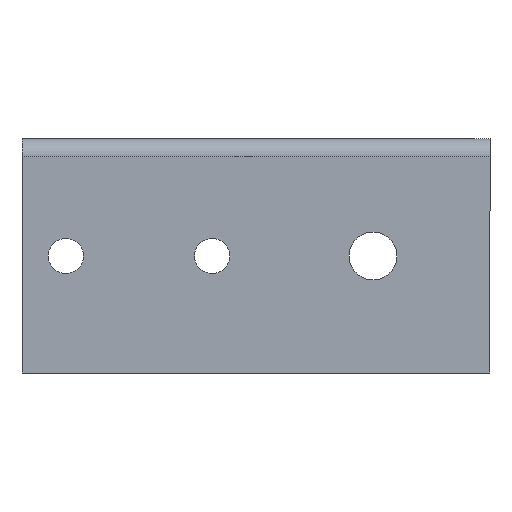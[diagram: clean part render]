
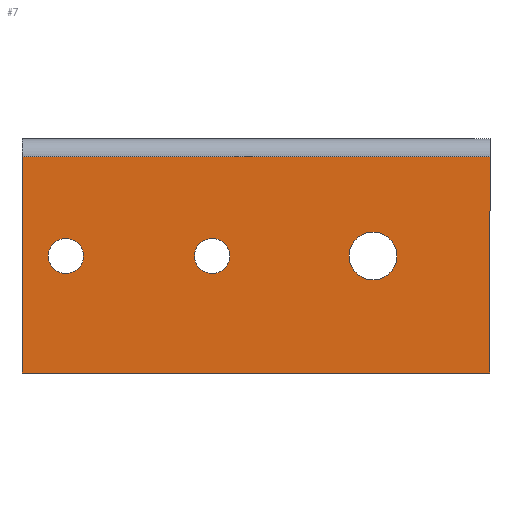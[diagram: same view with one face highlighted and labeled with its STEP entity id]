
A CAD part, left-side view. The second image highlights one B-rep face of the part: STEP entity #7.
In plain terms, the highlighted planar face has unit normal (-1, 0, 0).
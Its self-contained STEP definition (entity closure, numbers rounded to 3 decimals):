
#4 = CARTESIAN_POINT ( 'NONE',  ( -22.659, 20., 7.221 ) ) ;
#7 = ADVANCED_FACE ( 'NONE', ( #632, #402, #443, #170 ), #106, .T. ) ;
#38 = CARTESIAN_POINT ( 'NONE',  ( -22.659, 20., 3.121 ) ) ;
#39 = LINE ( 'NONE', #150, #572 ) ;
#45 = DIRECTION ( 'NONE',  ( 0., -1., 0. ) ) ;
#66 = VERTEX_POINT ( 'NONE', #577 ) ;
#87 = LINE ( 'NONE', #116, #274 ) ;
#90 = DIRECTION ( 'NONE',  ( 0., 0., -1. ) ) ;
#91 = CARTESIAN_POINT ( 'NONE',  ( -22.659, 72.5, 3.121 ) ) ;
#94 = CARTESIAN_POINT ( 'NONE',  ( -22.659, 0., -16.879 ) ) ;
#95 = EDGE_LOOP ( 'NONE', ( #583, #404 ) ) ;
#99 = DIRECTION ( 'NONE',  ( 0., 0., 1. ) ) ;
#106 = PLANE ( 'NONE',  #603 ) ;
#107 = EDGE_CURVE ( 'NONE', #66, #397, #87, .T. ) ;
#108 = DIRECTION ( 'NONE',  ( 1., 0., 0. ) ) ;
#109 = CIRCLE ( 'NONE', #480, 3. ) ;
#116 = CARTESIAN_POINT ( 'NONE',  ( -22.659, 80., 20.121 ) ) ;
#125 = CARTESIAN_POINT ( 'NONE',  ( -22.659, 47.5, 0.121 ) ) ;
#128 = AXIS2_PLACEMENT_3D ( 'NONE', #637, #136, #442 ) ;
#136 = DIRECTION ( 'NONE',  ( 1., 0., 0. ) ) ;
#137 = DIRECTION ( 'NONE',  ( 1., 0., 0. ) ) ;
#148 = EDGE_LOOP ( 'NONE', ( #163, #243, #301, #509 ) ) ;
#150 = CARTESIAN_POINT ( 'NONE',  ( -22.659, 80., -16.879 ) ) ;
#151 = CARTESIAN_POINT ( 'NONE',  ( -22.659, 72.5, 6.121 ) ) ;
#160 = DIRECTION ( 'NONE',  ( 0., 0., -1. ) ) ;
#163 = ORIENTED_EDGE ( 'NONE', *, *, #560, .T. ) ;
#170 = FACE_OUTER_BOUND ( 'NONE', #148, .T. ) ;
#188 = VERTEX_POINT ( 'NONE', #384 ) ;
#198 = AXIS2_PLACEMENT_3D ( 'NONE', #38, #137, #90 ) ;
#208 = DIRECTION ( 'NONE',  ( 1., 0., 0. ) ) ;
#209 = CARTESIAN_POINT ( 'NONE',  ( -22.659, 80., -16.879 ) ) ;
#243 = ORIENTED_EDGE ( 'NONE', *, *, #107, .F. ) ;
#256 = CARTESIAN_POINT ( 'NONE',  ( -22.659, 80., -16.879 ) ) ;
#258 = DIRECTION ( 'NONE',  ( 0., 0., 1. ) ) ;
#266 = VERTEX_POINT ( 'NONE', #391 ) ;
#268 = VERTEX_POINT ( 'NONE', #125 ) ;
#274 = VECTOR ( 'NONE', #490, 1000. ) ;
#287 = EDGE_LOOP ( 'NONE', ( #614, #327 ) ) ;
#288 = DIRECTION ( 'NONE',  ( 0., 0., -1. ) ) ;
#291 = CARTESIAN_POINT ( 'NONE',  ( -22.659, 72.5, 0.121 ) ) ;
#301 = ORIENTED_EDGE ( 'NONE', *, *, #541, .F. ) ;
#303 = AXIS2_PLACEMENT_3D ( 'NONE', #91, #208, #568 ) ;
#317 = EDGE_CURVE ( 'NONE', #268, #395, #622, .T. ) ;
#321 = CIRCLE ( 'NONE', #303, 3. ) ;
#327 = ORIENTED_EDGE ( 'NONE', *, *, #616, .T. ) ;
#329 = AXIS2_PLACEMENT_3D ( 'NONE', #522, #108, #160 ) ;
#330 = EDGE_CURVE ( 'NONE', #395, #268, #563, .T. ) ;
#363 = CARTESIAN_POINT ( 'NONE',  ( -22.659, 0., -16.879 ) ) ;
#373 = EDGE_CURVE ( 'NONE', #266, #597, #451, .T. ) ;
#377 = CIRCLE ( 'NONE', #329, 4.1 ) ;
#384 = CARTESIAN_POINT ( 'NONE',  ( -22.659, 80., -16.879 ) ) ;
#391 = CARTESIAN_POINT ( 'NONE',  ( -22.659, 20., -0.979 ) ) ;
#395 = VERTEX_POINT ( 'NONE', #505 ) ;
#397 = VERTEX_POINT ( 'NONE', #640 ) ;
#402 = FACE_BOUND ( 'NONE', #95, .T. ) ;
#404 = ORIENTED_EDGE ( 'NONE', *, *, #330, .T. ) ;
#410 = VERTEX_POINT ( 'NONE', #291 ) ;
#415 = LINE ( 'NONE', #209, #513 ) ;
#436 = VERTEX_POINT ( 'NONE', #151 ) ;
#441 = LINE ( 'NONE', #363, #660 ) ;
#442 = DIRECTION ( 'NONE',  ( 0., 0., -1. ) ) ;
#443 = FACE_BOUND ( 'NONE', #287, .T. ) ;
#445 = EDGE_CURVE ( 'NONE', #410, #436, #321, .T. ) ;
#451 = CIRCLE ( 'NONE', #198, 4.1 ) ;
#471 = DIRECTION ( 'NONE',  ( -1., 0., 0. ) ) ;
#477 = DIRECTION ( 'NONE',  ( 1., 0., 0. ) ) ;
#480 = AXIS2_PLACEMENT_3D ( 'NONE', #569, #477, #571 ) ;
#490 = DIRECTION ( 'NONE',  ( 0., -1., 0. ) ) ;
#500 = AXIS2_PLACEMENT_3D ( 'NONE', #543, #592, #288 ) ;
#505 = CARTESIAN_POINT ( 'NONE',  ( -22.659, 47.5, 6.121 ) ) ;
#509 = ORIENTED_EDGE ( 'NONE', *, *, #526, .T. ) ;
#513 = VECTOR ( 'NONE', #258, 1000. ) ;
#517 = ORIENTED_EDGE ( 'NONE', *, *, #586, .T. ) ;
#522 = CARTESIAN_POINT ( 'NONE',  ( -22.659, 20., 3.121 ) ) ;
#526 = EDGE_CURVE ( 'NONE', #188, #537, #39, .T. ) ;
#537 = VERTEX_POINT ( 'NONE', #94 ) ;
#541 = EDGE_CURVE ( 'NONE', #188, #66, #415, .T. ) ;
#543 = CARTESIAN_POINT ( 'NONE',  ( -22.659, 47.5, 3.121 ) ) ;
#560 = EDGE_CURVE ( 'NONE', #537, #397, #441, .T. ) ;
#563 = CIRCLE ( 'NONE', #128, 3. ) ;
#568 = DIRECTION ( 'NONE',  ( 0., 0., -1. ) ) ;
#569 = CARTESIAN_POINT ( 'NONE',  ( -22.659, 72.5, 3.121 ) ) ;
#571 = DIRECTION ( 'NONE',  ( 0., 0., -1. ) ) ;
#572 = VECTOR ( 'NONE', #45, 1000. ) ;
#577 = CARTESIAN_POINT ( 'NONE',  ( -22.659, 80., 20.121 ) ) ;
#583 = ORIENTED_EDGE ( 'NONE', *, *, #317, .T. ) ;
#586 = EDGE_CURVE ( 'NONE', #436, #410, #109, .T. ) ;
#592 = DIRECTION ( 'NONE',  ( 1., 0., 0. ) ) ;
#597 = VERTEX_POINT ( 'NONE', #4 ) ;
#603 = AXIS2_PLACEMENT_3D ( 'NONE', #256, #471, #662 ) ;
#610 = EDGE_LOOP ( 'NONE', ( #631, #517 ) ) ;
#614 = ORIENTED_EDGE ( 'NONE', *, *, #373, .T. ) ;
#616 = EDGE_CURVE ( 'NONE', #597, #266, #377, .T. ) ;
#622 = CIRCLE ( 'NONE', #500, 3. ) ;
#631 = ORIENTED_EDGE ( 'NONE', *, *, #445, .T. ) ;
#632 = FACE_BOUND ( 'NONE', #610, .T. ) ;
#637 = CARTESIAN_POINT ( 'NONE',  ( -22.659, 47.5, 3.121 ) ) ;
#640 = CARTESIAN_POINT ( 'NONE',  ( -22.659, 0., 20.121 ) ) ;
#660 = VECTOR ( 'NONE', #99, 1000. ) ;
#662 = DIRECTION ( 'NONE',  ( 0., 0., -1. ) ) ;
